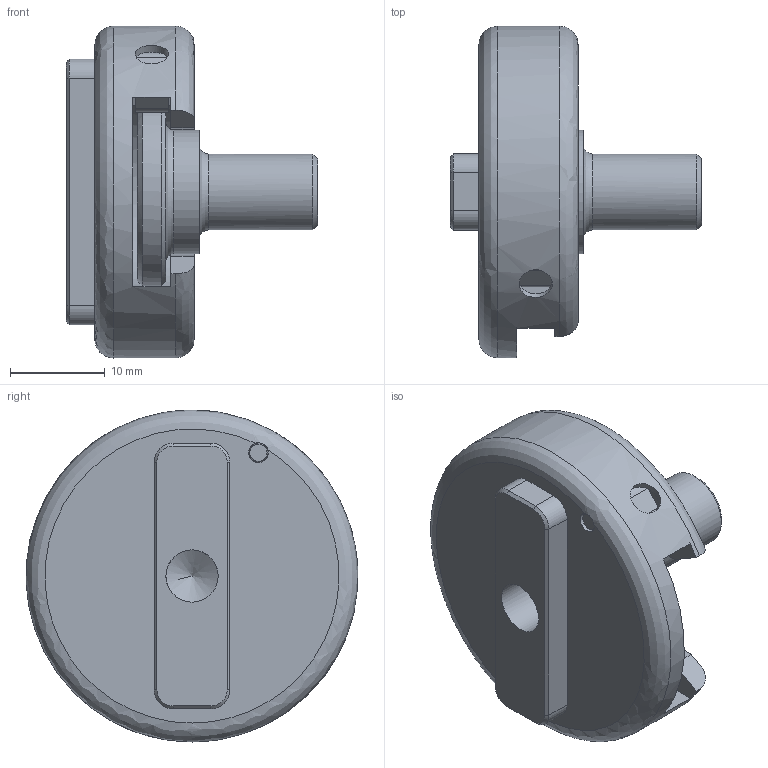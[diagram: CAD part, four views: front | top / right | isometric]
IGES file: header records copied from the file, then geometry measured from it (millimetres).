
Global section: file name: SZ0611S-A; native system: Autodesk Inventor 2015; preprocessor: unknown; author: M. Boeke; date: 20151120.145206; units: millimetre
Bounding box: 26.5 x 34.96 x 35 mm (x, y, z)
Volume: 9074.5 mm3; surface area: 5444.9 mm2
Topology: 4 solids, 4 shells, 80 faces, 207 edges, 136 vertices
Faces by surface type: bspline 80
